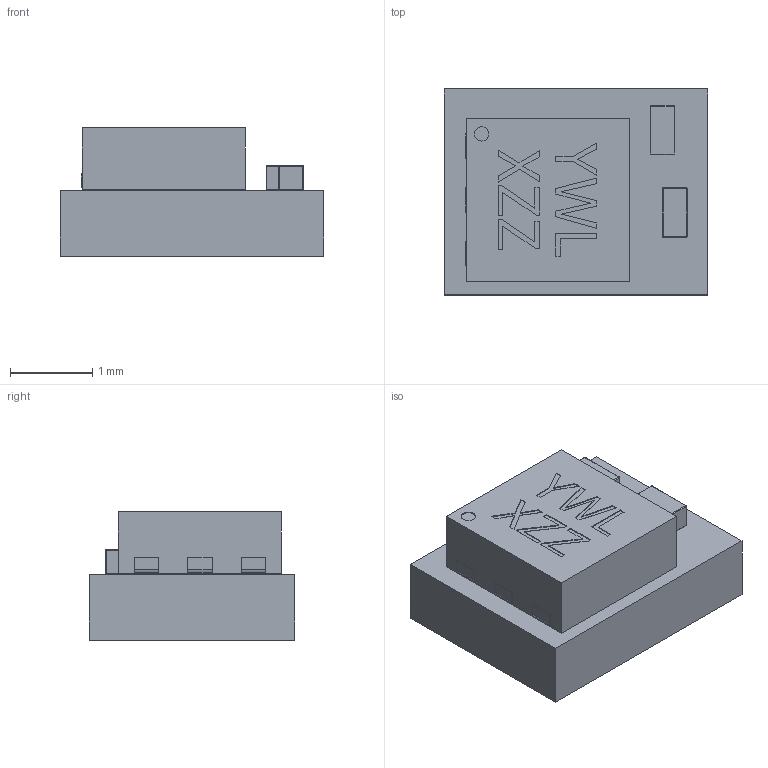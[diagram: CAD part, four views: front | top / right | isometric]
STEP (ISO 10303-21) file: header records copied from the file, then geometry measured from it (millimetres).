
FILE_DESCRIPTION(/* description */ ('Unknown'),/* implementation_level */ '2;1');
FILE_NAME(/* name */ 'U_Wurth_WPME-VDMM_171960501',/* time_stamp */ '2024-10-25T09:50:50+08:00',/* author */ ('Unknown'),/* organization */ ('Unknown'),/* preprocessor_version */ 'ST-DEVELOPER v16.7',/* originating_system */ 'Solid Edge',/* authorisation */ 'Unknown');
FILE_SCHEMA (('AUTOMOTIVE_DESIGN {1 0 10303 214 3 1 1}'));
Length unit declared in the file: millimetre
Products named in the file (1): U_Wurth_WPME-VDMM_171960501
Bounding box: 3.2 x 2.5 x 1.56 mm (x, y, z)
Volume: 9.5 mm3; surface area: 39.2 mm2
Topology: 1 solids, 1 shells, 194 faces, 492 edges, 302 vertices
Faces by surface type: plane 141, cylinder 37, sphere 16
Full cylindrical faces by diameter (mm): 0.175 x1
Entity records: 7012 total; most frequent: CARTESIAN_POINT 973, ORIENTED_EDGE 952, DIRECTION 940, EDGE_CURVE 476, LINE 402, VECTOR 402, VERTEX_POINT 302, AXIS2_PLACEMENT_3D 269
